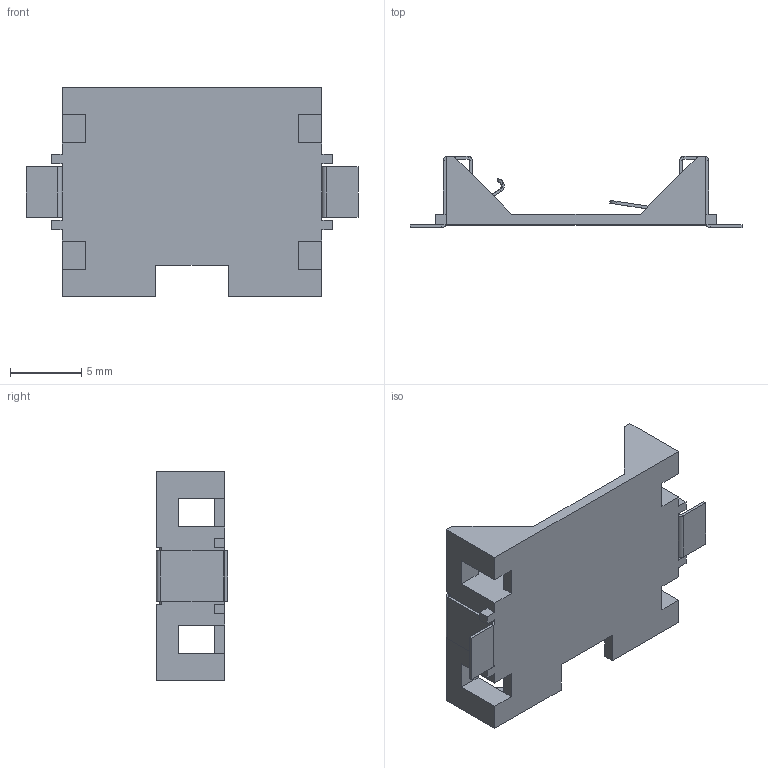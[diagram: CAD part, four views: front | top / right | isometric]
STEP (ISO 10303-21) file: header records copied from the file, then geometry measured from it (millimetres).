
FILE_DESCRIPTION (( 'STEP AP214' ), '1' );
FILE_NAME ('BHSD-1225-SM.STEP', '2024-10-22T21:21:45', ( '' ), ( '' ), 'SwSTEP 2.0', 'SolidWorks 2021', '' );
FILE_SCHEMA (( 'AUTOMOTIVE_DESIGN' ));
Length unit declared in the file: millimetre
Products named in the file (1): BHSD-1225-SM
Bounding box: 23.37 x 5.03 x 14.73 mm (x, y, z)
Volume: 371.3 mm3; surface area: 1118.7 mm2
Topology: 3 solids, 3 shells, 188 faces, 490 edges, 300 vertices
Faces by surface type: plane 150, cylinder 38
Entity records: 5732 total; most frequent: CARTESIAN_POINT 1089, ORIENTED_EDGE 980, DIRECTION 910, EDGE_CURVE 490, LINE 412, VECTOR 412, VERTEX_POINT 300, AXIS2_PLACEMENT_3D 249
